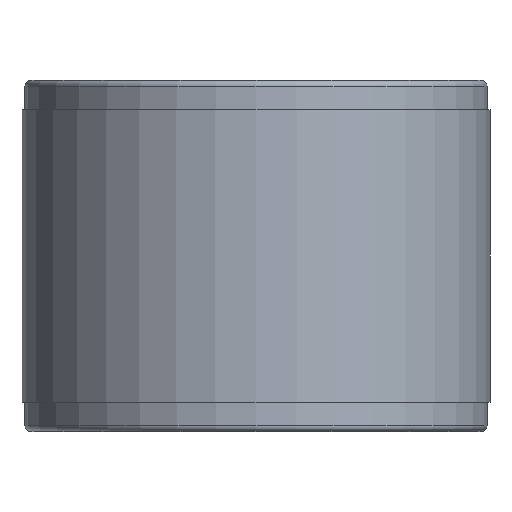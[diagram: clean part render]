
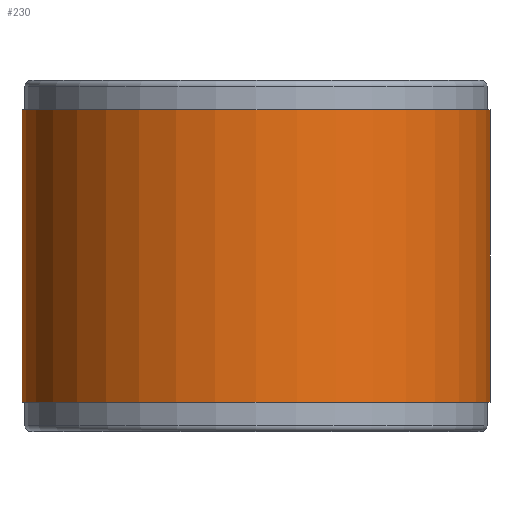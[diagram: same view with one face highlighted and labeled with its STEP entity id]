
A CAD part, front view. The second image highlights one B-rep face of the part: STEP entity #230.
In plain terms, the highlighted cylindrical face has radius 4 mm (diameter 8 mm), a partial arc.
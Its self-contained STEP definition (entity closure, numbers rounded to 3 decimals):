
#39 = ORIENTED_EDGE ( 'NONE', *, *, #172, .F. ) ;
#51 = DIRECTION ( 'NONE',  ( 0., 0., -1. ) ) ;
#52 = VERTEX_POINT ( 'NONE', #501 ) ;
#80 = AXIS2_PLACEMENT_3D ( 'NONE', #634, #51, #580 ) ;
#102 = CARTESIAN_POINT ( 'NONE',  ( -4., 0., 6. ) ) ;
#128 = EDGE_CURVE ( 'NONE', #243, #164, #143, .T. ) ;
#143 = LINE ( 'NONE', #102, #452 ) ;
#164 = VERTEX_POINT ( 'NONE', #625 ) ;
#166 = DIRECTION ( 'NONE',  ( 1., 0., 0. ) ) ;
#172 = EDGE_CURVE ( 'NONE', #52, #164, #353, .T. ) ;
#209 = EDGE_CURVE ( 'NONE', #243, #425, #426, .T. ) ;
#229 = DIRECTION ( 'NONE',  ( 0., 0., 1. ) ) ;
#230 = ADVANCED_FACE ( 'NONE', ( #628 ), #504, .T. ) ;
#243 = VERTEX_POINT ( 'NONE', #462 ) ;
#277 = LINE ( 'NONE', #430, #720 ) ;
#353 = CIRCLE ( 'NONE', #80, 4. ) ;
#407 = DIRECTION ( 'NONE',  ( 0., 0., -1. ) ) ;
#425 = VERTEX_POINT ( 'NONE', #438 ) ;
#426 = CIRCLE ( 'NONE', #750, 4. ) ;
#430 = CARTESIAN_POINT ( 'NONE',  ( 4., 0., 6. ) ) ;
#435 = AXIS2_PLACEMENT_3D ( 'NONE', #519, #407, #572 ) ;
#438 = CARTESIAN_POINT ( 'NONE',  ( 4., 0., 5.5 ) ) ;
#450 = EDGE_CURVE ( 'NONE', #425, #52, #277, .T. ) ;
#452 = VECTOR ( 'NONE', #619, 1000. ) ;
#462 = CARTESIAN_POINT ( 'NONE',  ( -4., 0., 5.5 ) ) ;
#496 = ORIENTED_EDGE ( 'NONE', *, *, #128, .T. ) ;
#501 = CARTESIAN_POINT ( 'NONE',  ( 4., 0., 0.5 ) ) ;
#504 = CYLINDRICAL_SURFACE ( 'NONE', #435, 4. ) ;
#519 = CARTESIAN_POINT ( 'NONE',  ( 0., 0., 6. ) ) ;
#521 = EDGE_LOOP ( 'NONE', ( #632, #566, #496, #39 ) ) ;
#566 = ORIENTED_EDGE ( 'NONE', *, *, #209, .F. ) ;
#572 = DIRECTION ( 'NONE',  ( -1., 0., 0. ) ) ;
#580 = DIRECTION ( 'NONE',  ( -1., 0., 0. ) ) ;
#599 = DIRECTION ( 'NONE',  ( 0., 0., -1. ) ) ;
#619 = DIRECTION ( 'NONE',  ( 0., 0., -1. ) ) ;
#625 = CARTESIAN_POINT ( 'NONE',  ( -4., 0., 0.5 ) ) ;
#628 = FACE_OUTER_BOUND ( 'NONE', #521, .T. ) ;
#632 = ORIENTED_EDGE ( 'NONE', *, *, #450, .F. ) ;
#634 = CARTESIAN_POINT ( 'NONE',  ( 0., 0., 0.5 ) ) ;
#690 = CARTESIAN_POINT ( 'NONE',  ( 0., 0., 5.5 ) ) ;
#720 = VECTOR ( 'NONE', #599, 1000. ) ;
#750 = AXIS2_PLACEMENT_3D ( 'NONE', #690, #229, #166 ) ;
